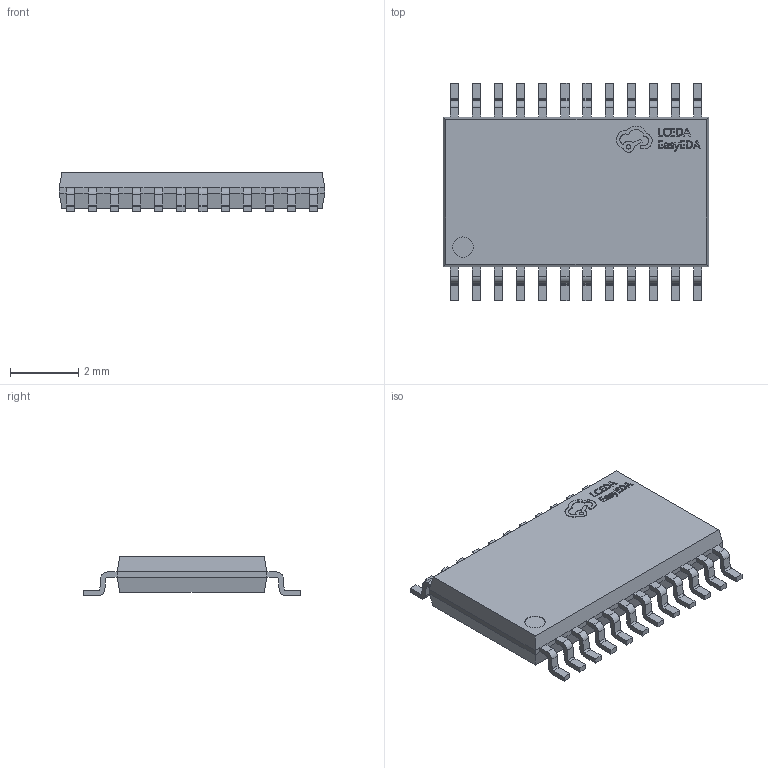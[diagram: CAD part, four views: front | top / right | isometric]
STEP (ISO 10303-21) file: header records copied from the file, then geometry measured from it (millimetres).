
FILE_DESCRIPTION (( 'STEP AP214' ), '1' );
FILE_NAME ('HTSSOP-24_L7.8-W4.4-P0.65-LS6.4-BL-EP3.6.STEP', '2022-09-04T04:44:11', ( 'Sky123.Org' ), ( 'Sky123.Org' ), 'SwSTEP 2.0', 'SolidWorks 2017', '' );
FILE_SCHEMA (( 'AUTOMOTIVE_DESIGN' ));
Length unit declared in the file: millimetre
Products named in the file (1): HTSSOP-24_L7.8-W4.4-P0.65-LS6.4-BL-EP3.6
Bounding box: 7.8 x 6.4 x 1.16 mm (x, y, z)
Volume: 36.4 mm3; surface area: 117.6 mm2
Topology: 1 solids, 1 shells, 582 faces, 1573 edges, 1014 vertices
Faces by surface type: plane 386, cylinder 98, bspline 98
Entity records: 22595 total; most frequent: CARTESIAN_POINT 4480, ORIENTED_EDGE 3146, DIRECTION 2539, EDGE_CURVE 1573, LINE 1177, VECTOR 1177, VERTEX_POINT 1014, AXIS2_PLACEMENT_3D 681
